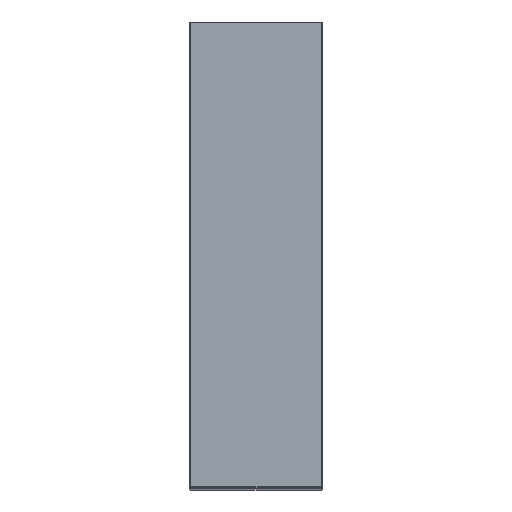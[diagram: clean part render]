
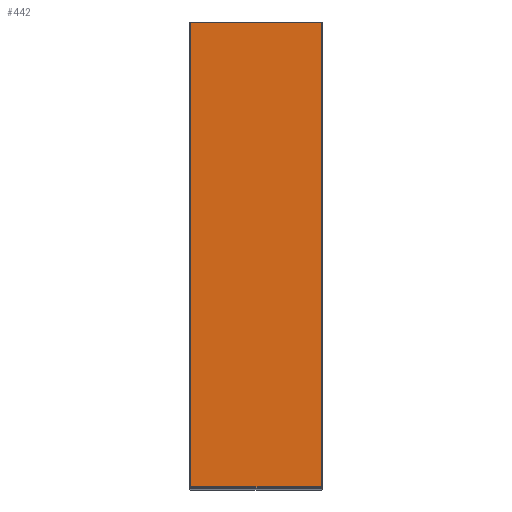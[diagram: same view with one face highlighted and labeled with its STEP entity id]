
A CAD part, top view. The second image highlights one B-rep face of the part: STEP entity #442.
In plain terms, the highlighted planar face has unit normal (0, 0, 1).
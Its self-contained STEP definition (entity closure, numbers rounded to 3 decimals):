
#442=ADVANCED_FACE('',(#719),#721,.F.);
#719=FACE_BOUND('',#720,.T.);
#720=EDGE_LOOP('',(#1324,#1325,#1326,#1327,#1328,#1329));
#721=PLANE('',#722);
#722=AXIS2_PLACEMENT_3D('',#723,#724,#725);
#723=CARTESIAN_POINT('',(0.,-885.081,887.));
#724=DIRECTION('',(0.,0.,-1.));
#725=DIRECTION('',(-1.,0.,0.));
#1324=ORIENTED_EDGE('',*,*,#1665,.T.);
#1325=ORIENTED_EDGE('',*,*,#1666,.T.);
#1326=ORIENTED_EDGE('',*,*,#1667,.T.);
#1327=ORIENTED_EDGE('',*,*,#1668,.T.);
#1328=ORIENTED_EDGE('',*,*,#1669,.T.);
#1329=ORIENTED_EDGE('',*,*,#1670,.F.);
#1665=EDGE_CURVE('',#1902,#1903,#1904,.T.);
#1666=EDGE_CURVE('',#1903,#1905,#1906,.T.);
#1667=EDGE_CURVE('',#1905,#1823,#1907,.T.);
#1668=EDGE_CURVE('',#1823,#1908,#1909,.T.);
#1669=EDGE_CURVE('',#1908,#1910,#1911,.T.);
#1670=EDGE_CURVE('',#1902,#1910,#1912,.T.);
#1823=VERTEX_POINT('',#2164);
#1902=VERTEX_POINT('',#2357);
#1903=VERTEX_POINT('',#2358);
#1904=LINE('',#2359,#2360);
#1905=VERTEX_POINT('',#2362);
#1906=LINE('',#2363,#2364);
#1907=LINE('',#2366,#2367);
#1908=VERTEX_POINT('',#2369);
#1909=LINE('',#2370,#2371);
#1910=VERTEX_POINT('',#2373);
#1911=LINE('',#2374,#2375);
#1912=LINE('',#2377,#2378);
#2164=CARTESIAN_POINT('',(-2.,2.,887.));
#2357=CARTESIAN_POINT('',(-155.,548.,887.));
#2358=CARTESIAN_POINT('',(-155.,546.,887.));
#2359=CARTESIAN_POINT('',(-155.,548.,887.));
#2360=VECTOR('',#2361,1.);
#2361=DIRECTION('',(0.,-1.,0.));
#2362=CARTESIAN_POINT('',(-155.,2.,887.));
#2363=CARTESIAN_POINT('',(-155.,546.,887.));
#2364=VECTOR('',#2365,1.);
#2365=DIRECTION('',(0.,-1.,0.));
#2366=CARTESIAN_POINT('',(-155.,2.,887.));
#2367=VECTOR('',#2368,1.);
#2368=DIRECTION('',(1.,0.,0.));
#2369=CARTESIAN_POINT('',(-2.,546.,887.));
#2370=CARTESIAN_POINT('',(-2.,2.,887.));
#2371=VECTOR('',#2372,1.);
#2372=DIRECTION('',(0.,1.,0.));
#2373=CARTESIAN_POINT('',(-2.,548.,887.));
#2374=CARTESIAN_POINT('',(-2.,546.,887.));
#2375=VECTOR('',#2376,1.);
#2376=DIRECTION('',(0.,1.,0.));
#2377=CARTESIAN_POINT('',(-155.,548.,887.));
#2378=VECTOR('',#2379,1.);
#2379=DIRECTION('',(1.,0.,0.));
